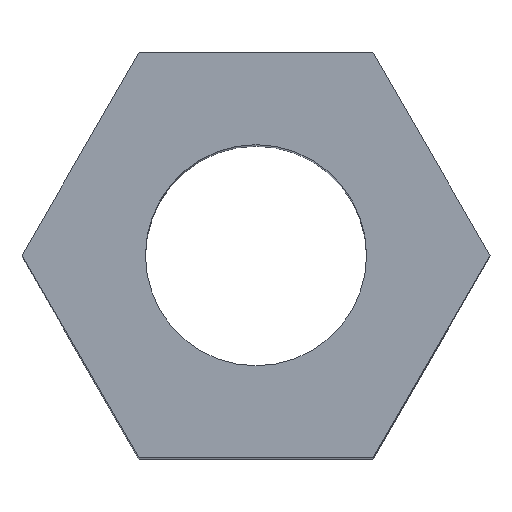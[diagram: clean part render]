
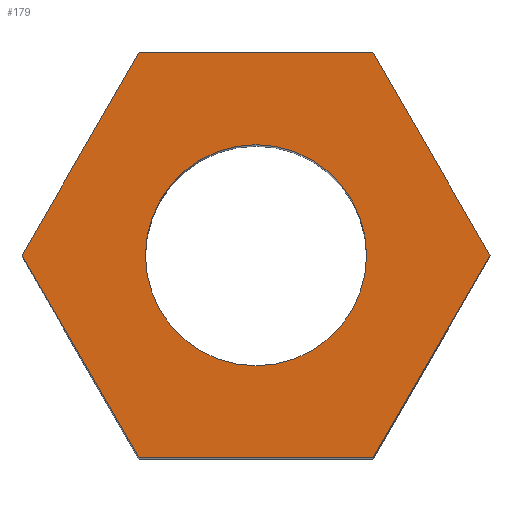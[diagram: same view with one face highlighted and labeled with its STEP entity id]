
A CAD part, top view. The second image highlights one B-rep face of the part: STEP entity #179.
In plain terms, the highlighted planar face has unit normal (0, 0, 1).
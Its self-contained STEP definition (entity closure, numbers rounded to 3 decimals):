
#16=FACE_BOUND('',#38,.T.);
#18=CIRCLE('',#209,1.5);
#19=CIRCLE('',#210,1.5);
#28=FACE_OUTER_BOUND('',#37,.T.);
#37=EDGE_LOOP('',(#143,#144,#145,#146,#147,#148));
#38=EDGE_LOOP('',(#149,#150));
#44=LINE('',#270,#63);
#48=LINE('',#277,#67);
#51=LINE('',#283,#70);
#54=LINE('',#289,#73);
#57=LINE('',#295,#76);
#59=LINE('',#298,#78);
#63=VECTOR('',#221,3.175);
#67=VECTOR('',#227,3.175);
#70=VECTOR('',#232,3.175);
#73=VECTOR('',#237,3.175);
#76=VECTOR('',#242,3.175);
#78=VECTOR('',#246,3.175);
#82=VERTEX_POINT('',#267);
#83=VERTEX_POINT('',#269);
#85=VERTEX_POINT('',#275);
#87=VERTEX_POINT('',#281);
#89=VERTEX_POINT('',#287);
#91=VERTEX_POINT('',#293);
#92=VERTEX_POINT('',#300);
#93=VERTEX_POINT('',#301);
#98=EDGE_CURVE('',#83,#82,#44,.T.);
#102=EDGE_CURVE('',#82,#85,#48,.T.);
#105=EDGE_CURVE('',#85,#87,#51,.T.);
#108=EDGE_CURVE('',#87,#89,#54,.T.);
#111=EDGE_CURVE('',#89,#91,#57,.T.);
#113=EDGE_CURVE('',#91,#83,#59,.T.);
#114=EDGE_CURVE('',#92,#93,#18,.T.);
#115=EDGE_CURVE('',#93,#92,#19,.T.);
#143=ORIENTED_EDGE('',*,*,#98,.T.);
#144=ORIENTED_EDGE('',*,*,#102,.T.);
#145=ORIENTED_EDGE('',*,*,#105,.T.);
#146=ORIENTED_EDGE('',*,*,#108,.T.);
#147=ORIENTED_EDGE('',*,*,#111,.T.);
#148=ORIENTED_EDGE('',*,*,#113,.T.);
#149=ORIENTED_EDGE('',*,*,#114,.T.);
#150=ORIENTED_EDGE('',*,*,#115,.T.);
#171=PLANE('',#208);
#179=ADVANCED_FACE('',(#28,#16),#171,.F.);
#208=AXIS2_PLACEMENT_3D('',#299,#247,#248);
#209=AXIS2_PLACEMENT_3D('',#302,#249,#250);
#210=AXIS2_PLACEMENT_3D('',#303,#251,#252);
#221=DIRECTION('',(-0.5,0.866,0.));
#227=DIRECTION('',(-1.,0.,0.));
#232=DIRECTION('',(-0.5,-0.866,0.));
#237=DIRECTION('',(0.5,-0.866,0.));
#242=DIRECTION('',(1.,0.,0.));
#246=DIRECTION('',(0.5,0.866,0.));
#247=DIRECTION('center_axis',(0.,0.,
-1.));
#248=DIRECTION('ref_axis',(-1.,0.,0.));
#249=DIRECTION('center_axis',(0.,0.,
-1.));
#250=DIRECTION('ref_axis',(-1.,0.,0.));
#251=DIRECTION('center_axis',(0.,0.,
-1.));
#252=DIRECTION('ref_axis',(-1.,0.,0.));
#267=CARTESIAN_POINT('',(1.588,2.75,12.));
#269=CARTESIAN_POINT('',(3.175,0.,12.));
#270=CARTESIAN_POINT('',(3.175,0.,12.));
#275=CARTESIAN_POINT('',(-1.588,2.75,12.));
#277=CARTESIAN_POINT('',(1.588,2.75,12.));
#281=CARTESIAN_POINT('',(-3.175,0.,12.));
#283=CARTESIAN_POINT('',(-1.588,2.75,12.));
#287=CARTESIAN_POINT('',(-1.588,-2.75,12.));
#289=CARTESIAN_POINT('',(-3.175,0.,12.));
#293=CARTESIAN_POINT('',(1.588,-2.75,12.));
#295=CARTESIAN_POINT('',(-1.588,-2.75,12.));
#298=CARTESIAN_POINT('',(1.588,-2.75,12.));
#299=CARTESIAN_POINT('Origin',(3.175,0.,12.));
#300=CARTESIAN_POINT('',(-1.5,0.,12.));
#301=CARTESIAN_POINT('',(1.5,0.,12.));
#302=CARTESIAN_POINT('Origin',(0.,0.,
12.));
#303=CARTESIAN_POINT('Origin',(0.,0.,
12.));
